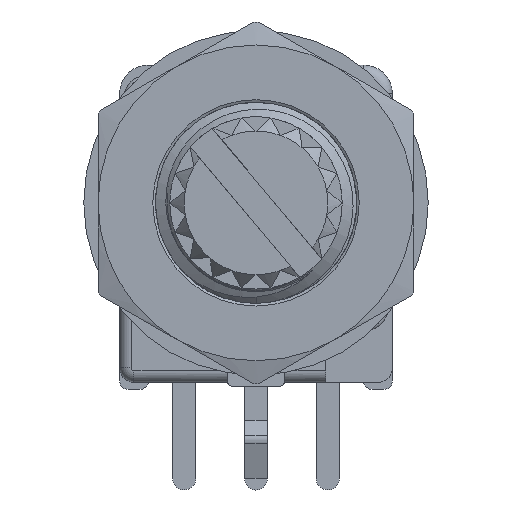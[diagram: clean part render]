
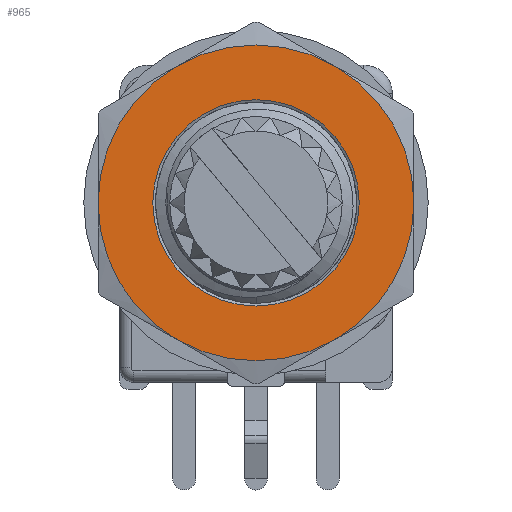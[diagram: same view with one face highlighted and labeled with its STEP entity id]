
A CAD part, front view. The second image highlights one B-rep face of the part: STEP entity #965.
In plain terms, the highlighted planar face has unit normal (0, -1, 0).
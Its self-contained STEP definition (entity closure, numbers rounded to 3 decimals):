
#965=ADVANCED_FACE('',(#8898,#8900),#8902,.T.);
#8898=FACE_BOUND('',#8899,.T.);
#8899=EDGE_LOOP('',(#12002,#12003,#12004,#12005,#12006,#12007));
#8900=FACE_BOUND('',#8901,.T.);
#8901=EDGE_LOOP('',(#12008));
#8902=PLANE('',#8903);
#8903=AXIS2_PLACEMENT_3D('',#8904,#8905,#8906);
#8904=CARTESIAN_POINT('',(0.,-3.3,6.5));
#8905=DIRECTION('',(0.,-1.,0.));
#8906=DIRECTION('',(0.,0.,-1.));
#12002=ORIENTED_EDGE('',*,*,#13338,.F.);
#12003=ORIENTED_EDGE('',*,*,#13339,.F.);
#12004=ORIENTED_EDGE('',*,*,#13340,.F.);
#12005=ORIENTED_EDGE('',*,*,#13341,.F.);
#12006=ORIENTED_EDGE('',*,*,#13342,.F.);
#12007=ORIENTED_EDGE('',*,*,#13343,.F.);
#12008=ORIENTED_EDGE('',*,*,#13325,.T.);
#13325=EDGE_CURVE('',#14197,#14197,#14198,.T.);
#13338=EDGE_CURVE('',#14219,#14220,#14221,.T.);
#13339=EDGE_CURVE('',#14222,#14219,#14223,.T.);
#13340=EDGE_CURVE('',#14224,#14222,#14225,.T.);
#13341=EDGE_CURVE('',#14226,#14224,#14227,.T.);
#13342=EDGE_CURVE('',#14228,#14226,#14229,.T.);
#13343=EDGE_CURVE('',#14220,#14228,#14230,.T.);
#14197=VERTEX_POINT('',#17465);
#14198=CIRCLE('',#17466,3.594);
#14219=VERTEX_POINT('',#18032);
#14220=VERTEX_POINT('',#18033);
#14221=CIRCLE('',#18034,5.5);
#14222=VERTEX_POINT('',#18038);
#14223=CIRCLE('',#18039,5.5);
#14224=VERTEX_POINT('',#18043);
#14225=CIRCLE('',#18044,5.5);
#14226=VERTEX_POINT('',#18048);
#14227=CIRCLE('',#18049,5.5);
#14228=VERTEX_POINT('',#18053);
#14229=CIRCLE('',#18054,5.5);
#14230=CIRCLE('',#18058,5.5);
#17465=CARTESIAN_POINT('',(0.,-3.3,2.906));
#17466=AXIS2_PLACEMENT_3D('',#17467,#17468,#17469);
#17467=CARTESIAN_POINT('',(0.,-3.3,6.5));
#17468=DIRECTION('',(-0.,1.,-0.));
#17469=DIRECTION('',(0.,0.,-1.));
#18032=CARTESIAN_POINT('',(5.5,-3.3,6.5));
#18033=CARTESIAN_POINT('',(2.75,-3.3,1.737));
#18034=AXIS2_PLACEMENT_3D('',#18035,#18036,#18037);
#18035=CARTESIAN_POINT('',(0.,-3.3,6.5));
#18036=DIRECTION('',(0.,1.,0.));
#18037=DIRECTION('',(1.,0.,0.));
#18038=CARTESIAN_POINT('',(2.75,-3.3,11.263));
#18039=AXIS2_PLACEMENT_3D('',#18040,#18041,#18042);
#18040=CARTESIAN_POINT('',(0.,-3.3,6.5));
#18041=DIRECTION('',(0.,1.,0.));
#18042=DIRECTION('',(0.5,0.,0.866));
#18043=CARTESIAN_POINT('',(-2.75,-3.3,11.263));
#18044=AXIS2_PLACEMENT_3D('',#18045,#18046,#18047);
#18045=CARTESIAN_POINT('',(0.,-3.3,6.5));
#18046=DIRECTION('',(0.,1.,0.));
#18047=DIRECTION('',(-0.5,0.,0.866));
#18048=CARTESIAN_POINT('',(-5.5,-3.3,6.5));
#18049=AXIS2_PLACEMENT_3D('',#18050,#18051,#18052);
#18050=CARTESIAN_POINT('',(0.,-3.3,6.5));
#18051=DIRECTION('',(0.,1.,0.));
#18052=DIRECTION('',(-1.,0.,0.));
#18053=CARTESIAN_POINT('',(-2.75,-3.3,1.737));
#18054=AXIS2_PLACEMENT_3D('',#18055,#18056,#18057);
#18055=CARTESIAN_POINT('',(0.,-3.3,6.5));
#18056=DIRECTION('',(0.,1.,0.));
#18057=DIRECTION('',(-0.5,0.,-0.866));
#18058=AXIS2_PLACEMENT_3D('',#18059,#18060,#18061);
#18059=CARTESIAN_POINT('',(0.,-3.3,6.5));
#18060=DIRECTION('',(0.,1.,0.));
#18061=DIRECTION('',(0.5,0.,-0.866));
